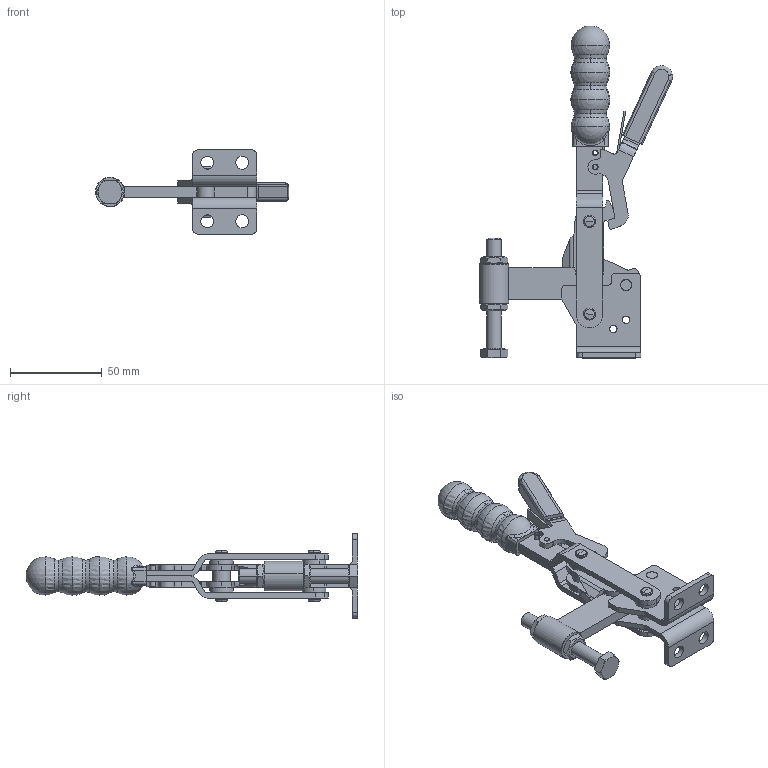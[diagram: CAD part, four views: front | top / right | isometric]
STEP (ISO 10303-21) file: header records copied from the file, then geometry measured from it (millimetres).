
FILE_DESCRIPTION((''),'2;1');
FILE_NAME('MG85SB-SL.stp','2009-11-24T15:34:29',('David'),(''),'Autodesk Inventor 8','Autodesk Inventor 8','');
FILE_SCHEMA(('AUTOMOTIVE_DESIGN { 1 0 10303 214 1 1 1 1 }'));
Length unit declared in the file: millimetre
Products named in the file (7): MG85SB-SL; MG85 B SIDEPLATE ASSEMBLY; MG85-SL HANDLE ASSEMBLY; MG85-SL LINK ASSEMBLY; MG85 S-BAR ASSEMBLY; ISO 4017  (Regular Thread) M8 x 60; MG85-SL LEVER ASSEMBLY
Assembly tree (6 placements, depth 2):
  MG85SB-SL
    MG85 B SIDEPLATE ASSEMBLY
    MG85-SL HANDLE ASSEMBLY
    MG85-SL LINK ASSEMBLY
    MG85 S-BAR ASSEMBLY
    ISO 4017  (Regular Thread) M8 x 60
    MG85-SL LEVER ASSEMBLY
Bounding box: 105.3 x 180.92 x 46 mm (x, y, z)
Volume: 69494.4 mm3; surface area: 41696.4 mm2
Topology: 7 solids, 9 shells, 540 faces, 1451 edges, 938 vertices
Faces by surface type: plane 156, bspline 147, cylinder 141, cone 64, torus 20, sphere 12
Entity records: 19732 total; most frequent: CARTESIAN_POINT 6142, DIRECTION 2858, ORIENTED_EDGE 2848, EDGE_CURVE 1424, AXIS2_PLACEMENT_3D 1088, VERTEX_POINT 934, VECTOR 682, LINE 682
